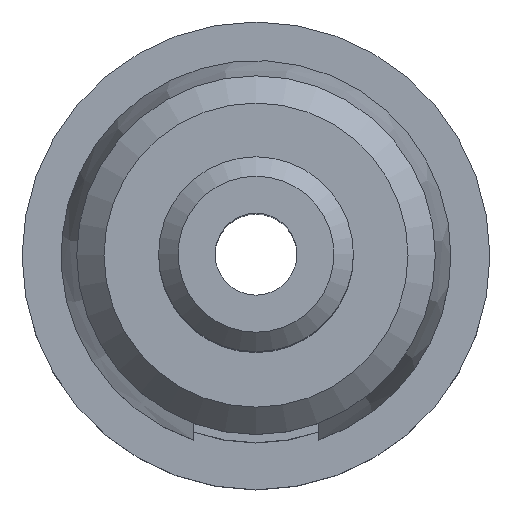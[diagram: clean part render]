
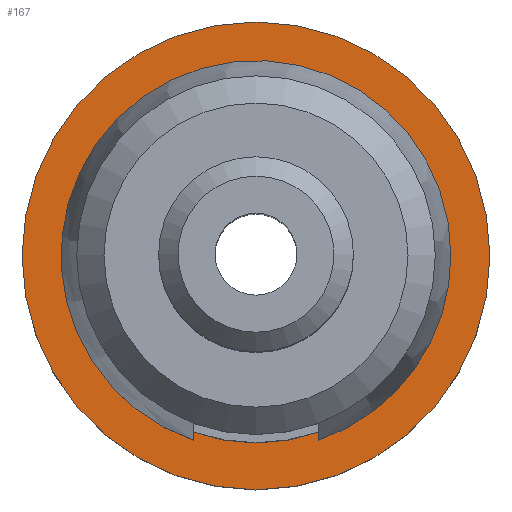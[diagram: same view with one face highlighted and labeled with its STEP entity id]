
A CAD part, top view. The second image highlights one B-rep face of the part: STEP entity #167.
In plain terms, the highlighted planar face has unit normal (0, 0, 1).
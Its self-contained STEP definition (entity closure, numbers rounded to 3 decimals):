
#115=PLANE('',#1630);
#167=ADVANCED_FACE('',(#248,#249),#115,.T.);
#248=FACE_BOUND('',#336,.T.);
#249=FACE_BOUND('',#337,.T.);
#336=EDGE_LOOP('',(#576));
#337=EDGE_LOOP('',(#577));
#576=ORIENTED_EDGE('',*,*,#830,.T.);
#577=ORIENTED_EDGE('',*,*,#831,.F.);
#710=VERTEX_POINT('',#2981);
#711=VERTEX_POINT('',#2984);
#830=EDGE_CURVE('',#710,#710,#942,.T.);
#831=EDGE_CURVE('',#711,#711,#943,.T.);
#942=CIRCLE('',#1627,2.4);
#943=CIRCLE('',#1629,3.);
#1627=AXIS2_PLACEMENT_3D('',#2980,#1883,#1884);
#1629=AXIS2_PLACEMENT_3D('',#2983,#1887,#1888);
#1630=AXIS2_PLACEMENT_3D('',#2985,#1889,#1890);
#1883=DIRECTION('',(0.,0.,-1.));
#1884=DIRECTION('',(1.,0.,0.));
#1887=DIRECTION('',(0.,0.,-1.));
#1888=DIRECTION('',(1.,0.,0.));
#1889=DIRECTION('',(0.,0.,1.));
#1890=DIRECTION('',(0.,-1.,0.));
#2980=CARTESIAN_POINT('',(0.,0.,9.7));
#2981=CARTESIAN_POINT('',(2.4,0.,9.7));
#2983=CARTESIAN_POINT('',(0.,0.,9.7));
#2984=CARTESIAN_POINT('',(3.,0.,9.7));
#2985=CARTESIAN_POINT('',(-3.3,3.3,9.7));
